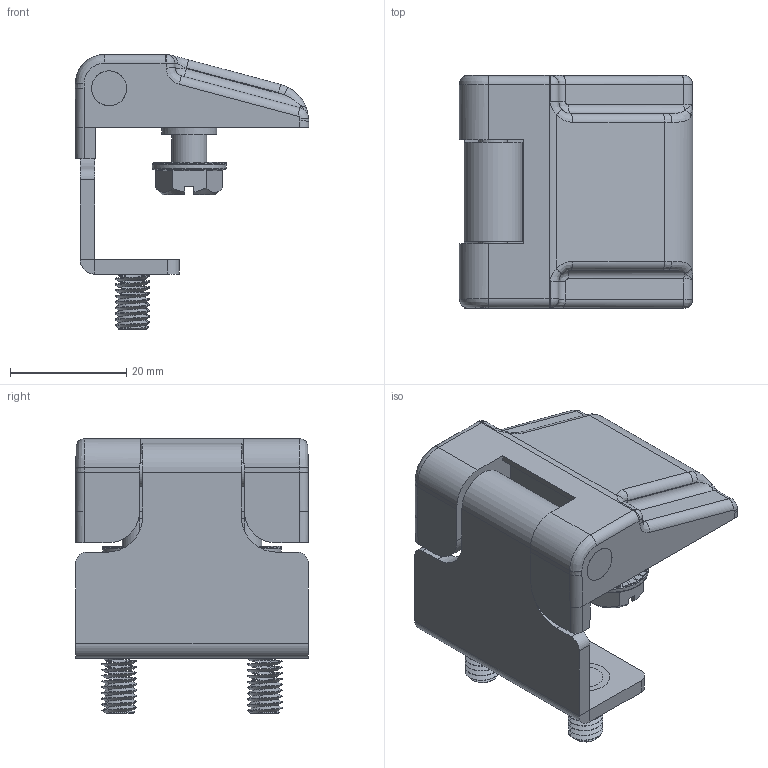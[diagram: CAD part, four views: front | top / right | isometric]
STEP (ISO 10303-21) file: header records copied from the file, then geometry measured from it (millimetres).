
FILE_DESCRIPTION (( 'STEP AP203' ), '1' );
FILE_NAME ('MK20.5.V1.25.BOYALI.STEP', '2022-06-13T13:43:36', ( '' ), ( '' ), 'SwSTEP 2.0', 'SolidWorks 2021', '' );
FILE_SCHEMA (( 'CONFIG_CONTROL_DESIGN' ));
Length unit declared in the file: millimetre
Products named in the file (1): MK20.5.V1.25.BOYALI
Bounding box: 40.06 x 40 x 47.2 mm (x, y, z)
Surface area: 12342.6 mm2 (no closed solid volume)
Topology: 0 solids, 43 shells, 446 faces, 1181 edges, 766 vertices
Faces by surface type: plane 199, bspline 108, cylinder 105, cone 18, torus 14, sphere 2
Entity records: 37483 total; most frequent: CARTESIAN_POINT 28100, ORIENTED_EDGE 2061, DIRECTION 1498, EDGE_CURVE 1181, VERTEX_POINT 766, LINE 536, VECTOR 536, AXIS2_PLACEMENT_3D 481
